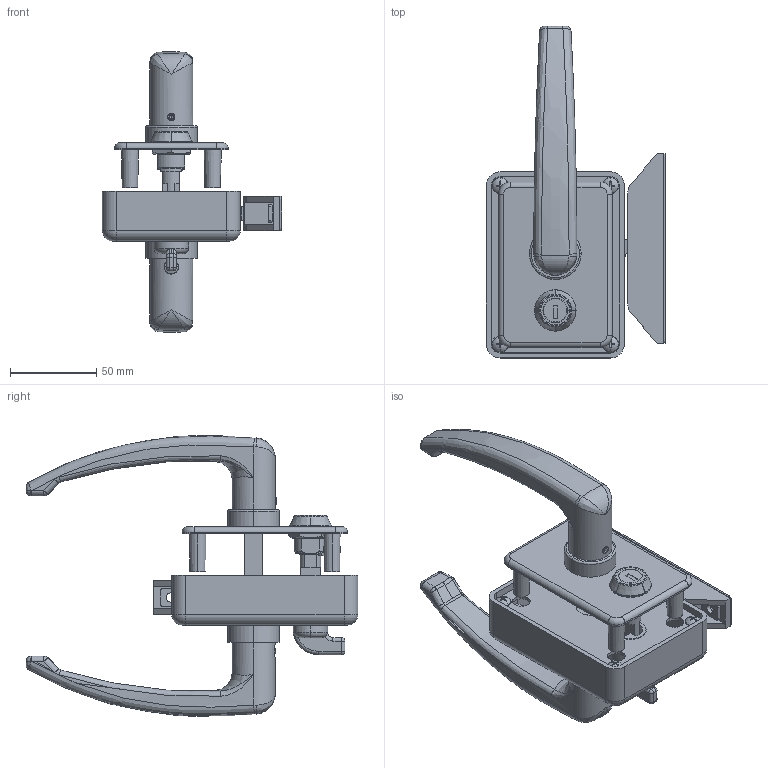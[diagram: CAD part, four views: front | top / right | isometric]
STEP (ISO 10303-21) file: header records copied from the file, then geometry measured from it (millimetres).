
FILE_DESCRIPTION (( 'STEP AP203' ), '1' );
FILE_NAME ('A-353-1S-L.STEP', '2021-03-17T05:20:17', ( '' ), ( '' ), 'SwSTEP 2.0', 'SolidWorks 2018', '' );
FILE_SCHEMA (( 'CONFIG_CONTROL_DESIGN' ));
Length unit declared in the file: millimetre
Products named in the file (30): C-178-T_M19僫僢僩; A-353-1S-L_忶働乕僗Assy_; A-353-1S-L_十字穴付皿小ねじ_内径基準ver1.02__M4x15十字穴付丸皿小ねじ(SUS); A-353-1S-L_エスカッチョン_; A-353-1S-L_シリンダー錠脚_; C-178-T_ハウジング_; A-353-1S-L_ハンドルカム_; A-353-1S-L_ワッシャ__ポリスライダー14×18×0.25; A-353-1S-L_受座調整金具_; A-353-1S-L_錠ケース_; A-353-1S-L; A-353-1S-L_十字穴付小ねじ_内径基準ver1.02__M4x8十字穴付トラス小ねじ(SUS); A-353-1S-L_ワッシャ__樹脂18×23×1; A-353-1S-L_ロックカム_; C-178-T_SUS僉儍僢僾_; A-353-1S-L_僴儞僪儖Assy_; A-353-1S-L_目隠しキャップ_; A-353-1S-L_受座_; A-353-1S-L_ハンドル__外側; A-353-1S-L_カマ_; T0230-4rotor_公_T0230-4; A-353-1S-L_ハンドル__内側; A-353-1S-L_錠ケースベースプレート_; A-353-1S-L_六角穴付止めねじ_内径基準ver1.00__M5×8六角穴付止めねじ(SUS)平先; A-353-1S-L_C-178-T_; A-353-1S-L_受座スペーサー_; A-353-1S-L_錠ケースカバー_; A-353-1S-L_サムターン_; A-353-1S-L_受座Assy_; A-353-1S-L_ハンドル角軸_
Assembly tree (37 placements, depth 3):
  A-353-1S-L
    A-353-1S-L_忶働乕僗Assy_
      A-353-1S-L_錠ケース_
      A-353-1S-L_錠ケースベースプレート_
      A-353-1S-L_錠ケースカバー_
      A-353-1S-L_ハンドルカム_
      A-353-1S-L_ロックカム_
      A-353-1S-L_十字穴付小ねじ_内径基準ver1.02__M4x8十字穴付トラス小ねじ(SUS)  x4
    A-353-1S-L_エスカッチョン_
    A-353-1S-L_カマ_
    A-353-1S-L_僴儞僪儖Assy_
      A-353-1S-L_ハンドル角軸_
      A-353-1S-L_ハンドル__内側
      A-353-1S-L_ハンドル__外側
      A-353-1S-L_十字穴付皿小ねじ_内径基準ver1.02__M4x15十字穴付丸皿小ねじ(SUS)
      A-353-1S-L_六角穴付止めねじ_内径基準ver1.00__M5×8六角穴付止めねじ(SUS)平先
      A-353-1S-L_ワッシャ__樹脂18×23×1  x2
    A-353-1S-L_サムターン_
    A-353-1S-L_ワッシャ__ポリスライダー14×18×0.25
    A-353-1S-L_C-178-T_
      C-178-T_ハウジング_
      C-178-T_SUS僉儍僢僾_
      C-178-T_M19僫僢僩
      T0230-4rotor_公_T0230-4
    A-353-1S-L_シリンダー錠脚_
    A-353-1S-L_目隠しキャップ_  x4
    A-353-1S-L_受座Assy_
      A-353-1S-L_受座_
      A-353-1S-L_受座スペーサー_
      A-353-1S-L_受座調整金具_  x2
Bounding box: 104 x 192.5 x 162.91 mm (x, y, z)
Volume: 298491.7 mm3; surface area: 154769.6 mm2
Topology: 33 solids, 33 shells, 1106 faces, 2740 edges, 1736 vertices
Faces by surface type: plane 494, cylinder 392, cone 100, bspline 57, torus 33, sphere 30
Entity records: 33513 total; most frequent: CARTESIAN_POINT 8991, DIRECTION 4580, ORIENTED_EDGE 4268, EDGE_CURVE 2134, AXIS2_PLACEMENT_3D 1756, VERTEX_POINT 1371, LINE 1068, VECTOR 1068
